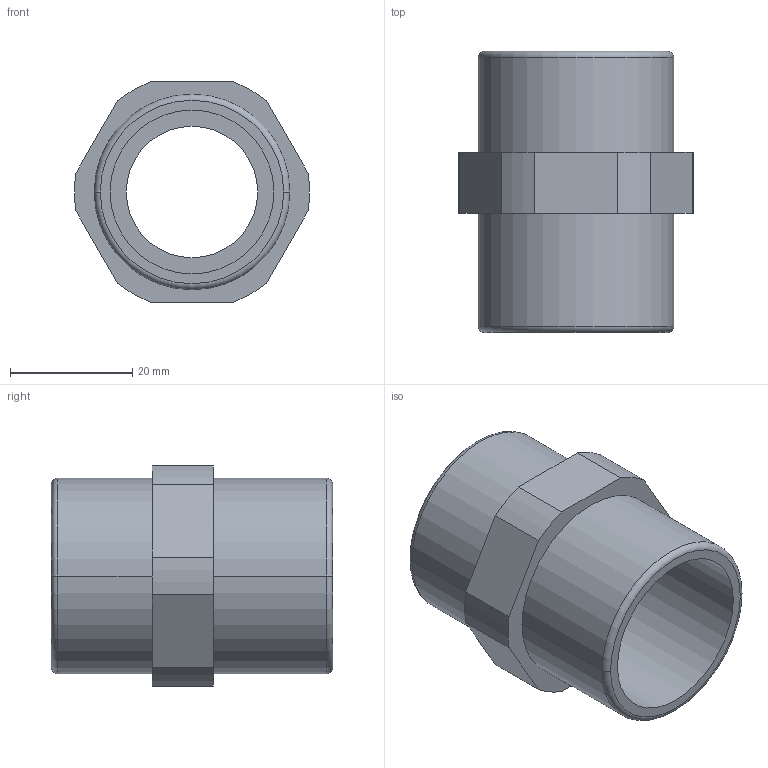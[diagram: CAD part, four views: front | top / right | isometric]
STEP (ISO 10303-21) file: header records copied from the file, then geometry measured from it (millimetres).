
FILE_DESCRIPTION(('Creo Elements/Direct Modeling STEP Export'),'2;1');
FILE_NAME('model.stp','2019-04-05T 1:55:19',(''),(''),'Creo Elements/Direct Modeling STEP processor for AP214 (Solid Model)','Creo Elements/Direct Modeling 20.1A 29-Sep-2018 (C) Parametric Technology GmbH','');
FILE_SCHEMA(('AUTOMOTIVE_DESIGN { 1 0 10303 214 1 1 1 1 }'));
Length unit declared in the file: millimetre
Products named in the file (2): VC-KV-WR-PG21
Assembly tree (1 placements, depth 2):
  VC-KV-WR-PG21
    VC-KV-WR-PG21
Bounding box: 38.44 x 46 x 36 mm (x, y, z)
Volume: 15926.8 mm3; surface area: 9894.5 mm2
Topology: 1 solids, 1 shells, 32 faces, 74 edges, 48 vertices
Faces by surface type: cylinder 16, plane 12, torus 4
Entity records: 840 total; most frequent: ORIENTED_EDGE 148, CARTESIAN_POINT 129, DIRECTION 128, EDGE_CURVE 74, VERTEX_POINT 48, AXIS2_PLACEMENT_3D 47, EDGE_LOOP 38, VECTOR 34
